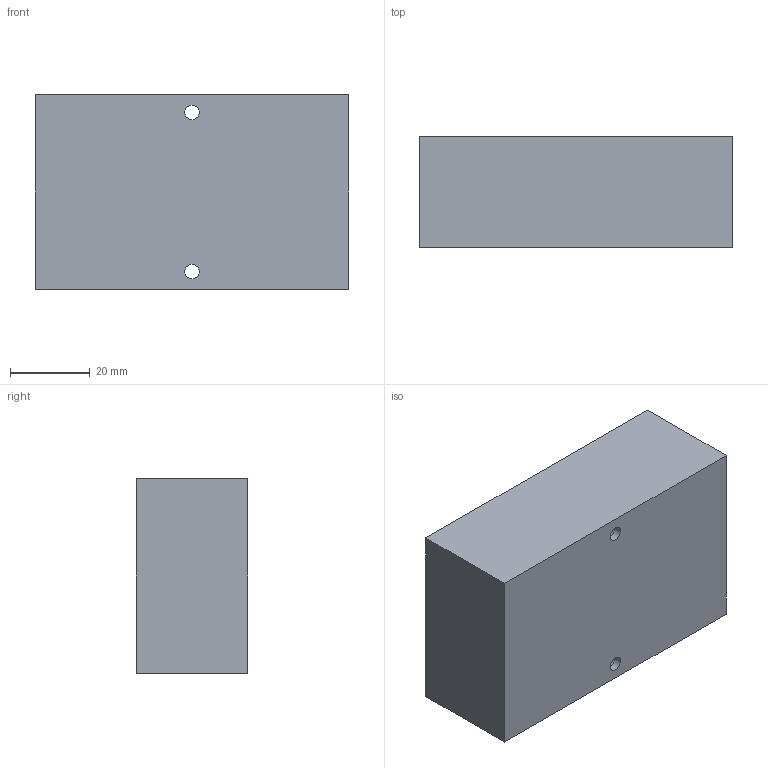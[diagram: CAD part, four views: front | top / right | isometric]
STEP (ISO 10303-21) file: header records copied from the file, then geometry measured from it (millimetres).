
FILE_DESCRIPTION(/* description */ (''),/* implementation_level */ '2;1');
FILE_NAME(/* name */ '3 reservoir heater block insert v1.step',/* time_stamp */ '2024-01-17T16:43:32-05:00',/* author */ (''),/* organization */ (''),/* preprocessor_version */ 'ST-DEVELOPER v20',/* originating_system */ 'Autodesk Translation Framework v12.14.0.127',/* authorisation */ '');
FILE_SCHEMA (('AUTOMOTIVE_DESIGN { 1 0 10303 214 3 1 1 }'));
Length unit declared in the file: millimetre
Products named in the file (1): 3 reservoir heater block insert
Bounding box: 78.75 x 28 x 48.8 mm (x, y, z)
Volume: 95459.4 mm3; surface area: 20611.8 mm2
Topology: 1 solids, 1 shells, 63 faces, 168 edges, 112 vertices
Faces by surface type: plane 47, cylinder 16
Full cylindrical faces by diameter (mm): 3.63 x2, 6.5 x2
Entity records: 1995 total; most frequent: CARTESIAN_POINT 344, ORIENTED_EDGE 336, DIRECTION 328, EDGE_CURVE 168, LINE 136, VECTOR 136, VERTEX_POINT 112, AXIS2_PLACEMENT_3D 96
